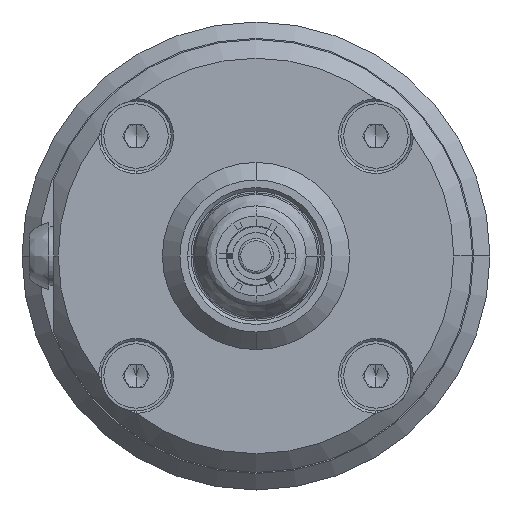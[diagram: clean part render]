
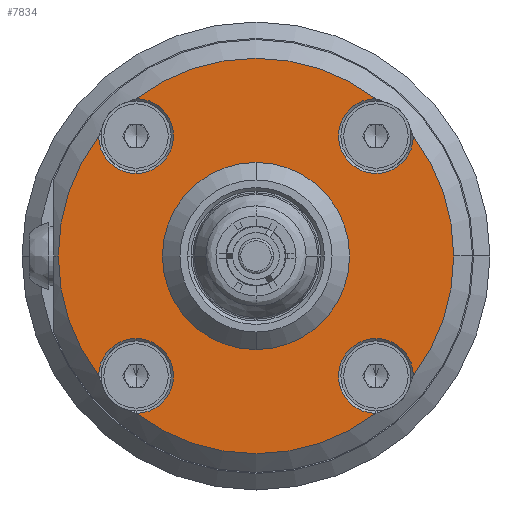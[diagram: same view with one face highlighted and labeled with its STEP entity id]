
A CAD part, left-side view. The second image highlights one B-rep face of the part: STEP entity #7834.
In plain terms, the highlighted planar face has unit normal (-1, 0, 0).
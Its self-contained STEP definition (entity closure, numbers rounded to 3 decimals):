
#722 = FACE_BOUND ( 'NONE', #15425, .T. ) ;
#1468 = VERTEX_POINT ( 'NONE', #27616 ) ;
#1919 = DIRECTION ( 'NONE',  ( 1., 0., 0. ) ) ;
#2033 = CIRCLE ( 'NONE', #6947, 3.2 ) ;
#2094 = CIRCLE ( 'NONE', #29451, 16.9 ) ;
#2300 = CARTESIAN_POINT ( 'NONE',  ( 5., 10.253, 10.253 ) ) ;
#2460 = CIRCLE ( 'NONE', #22190, 3.2 ) ;
#2548 = CIRCLE ( 'NONE', #10563, 16.9 ) ;
#2926 = DIRECTION ( 'NONE',  ( -1., 0., 0. ) ) ;
#3237 = CIRCLE ( 'NONE', #20477, 3.2 ) ;
#3260 = EDGE_CURVE ( 'NONE', #4990, #6857, #18062, .T. ) ;
#3330 = CARTESIAN_POINT ( 'NONE',  ( 5., -13.453, -10.229 ) ) ;
#3346 = CARTESIAN_POINT ( 'NONE',  ( 5., 18.5, 0. ) ) ;
#3405 = CIRCLE ( 'NONE', #12812, 8. ) ;
#3831 = EDGE_CURVE ( 'NONE', #9085, #4990, #2094, .T. ) ;
#3860 = AXIS2_PLACEMENT_3D ( 'NONE', #2300, #19713, #4781 ) ;
#3991 = EDGE_CURVE ( 'NONE', #12781, #9085, #3237, .T. ) ;
#4034 = EDGE_CURVE ( 'NONE', #4792, #13036, #2460, .T. ) ;
#4039 = CARTESIAN_POINT ( 'NONE',  ( 5., -10.229, -13.453 ) ) ;
#4204 = AXIS2_PLACEMENT_3D ( 'NONE', #16818, #1919, #19323 ) ;
#4666 = DIRECTION ( 'NONE',  ( -1., 0., 0. ) ) ;
#4776 = CARTESIAN_POINT ( 'NONE',  ( 5., 10.253, -7.053 ) ) ;
#4781 = DIRECTION ( 'NONE',  ( 0., 0., 1. ) ) ;
#4792 = VERTEX_POINT ( 'NONE', #6390 ) ;
#4910 = CARTESIAN_POINT ( 'NONE',  ( 5., 0., 0. ) ) ;
#4990 = VERTEX_POINT ( 'NONE', #12131 ) ;
#5151 = CARTESIAN_POINT ( 'NONE',  ( 5., 0., 0. ) ) ;
#5551 = DIRECTION ( 'NONE',  ( 1., 0., 0. ) ) ;
#5843 = DIRECTION ( 'NONE',  ( 0., 0., -1. ) ) ;
#5861 = CIRCLE ( 'NONE', #8390, 8. ) ;
#6360 = DIRECTION ( 'NONE',  ( -1., 0., 0. ) ) ;
#6390 = CARTESIAN_POINT ( 'NONE',  ( 5., 10.253, 7.053 ) ) ;
#6857 = VERTEX_POINT ( 'NONE', #4776 ) ;
#6947 = AXIS2_PLACEMENT_3D ( 'NONE', #21282, #6360, #23802 ) ;
#7411 = DIRECTION ( 'NONE',  ( 0., 1., 0. ) ) ;
#7431 = AXIS2_PLACEMENT_3D ( 'NONE', #5151, #22584, #7636 ) ;
#7636 = DIRECTION ( 'NONE',  ( 0., 1., 0. ) ) ;
#7834 = ADVANCED_FACE ( 'NONE', ( #21384, #722 ), #30675, .F. ) ;
#8057 = CARTESIAN_POINT ( 'NONE',  ( 5., -13.453, 10.229 ) ) ;
#8289 = DIRECTION ( 'NONE',  ( -1., 0., 0. ) ) ;
#8390 = AXIS2_PLACEMENT_3D ( 'NONE', #17838, #2926, #20328 ) ;
#8392 = DIRECTION ( 'NONE',  ( -1., 0., 0. ) ) ;
#8610 = VERTEX_POINT ( 'NONE', #17016 ) ;
#8691 = ORIENTED_EDGE ( 'NONE', *, *, #15035, .F. ) ;
#8727 = ORIENTED_EDGE ( 'NONE', *, *, #22730, .F. ) ;
#9085 = VERTEX_POINT ( 'NONE', #4039 ) ;
#9147 = CARTESIAN_POINT ( 'NONE',  ( 5., 0., 0. ) ) ;
#9363 = CIRCLE ( 'NONE', #19438, 16.9 ) ;
#9390 = VERTEX_POINT ( 'NONE', #20349 ) ;
#9408 = ORIENTED_EDGE ( 'NONE', *, *, #26099, .F. ) ;
#10563 = AXIS2_PLACEMENT_3D ( 'NONE', #20451, #5551, #22996 ) ;
#10753 = CIRCLE ( 'NONE', #19832, 16.9 ) ;
#10820 = VERTEX_POINT ( 'NONE', #8057 ) ;
#10869 = CARTESIAN_POINT ( 'NONE',  ( 5., 0., 0. ) ) ;
#11217 = EDGE_CURVE ( 'NONE', #14446, #10820, #14458, .T. ) ;
#11652 = DIRECTION ( 'NONE',  ( 0., 0., -1. ) ) ;
#11834 = DIRECTION ( 'NONE',  ( -1., 0., 0. ) ) ;
#12131 = CARTESIAN_POINT ( 'NONE',  ( 5., 10.229, -13.453 ) ) ;
#12265 = ORIENTED_EDGE ( 'NONE', *, *, #32016, .F. ) ;
#12665 = AXIS2_PLACEMENT_3D ( 'NONE', #3346, #20748, #5843 ) ;
#12781 = VERTEX_POINT ( 'NONE', #22838 ) ;
#12812 = AXIS2_PLACEMENT_3D ( 'NONE', #9147, #26577, #11652 ) ;
#13027 = VERTEX_POINT ( 'NONE', #3330 ) ;
#13036 = VERTEX_POINT ( 'NONE', #30887 ) ;
#13372 = DIRECTION ( 'NONE',  ( 0., 1., 0. ) ) ;
#13409 = CARTESIAN_POINT ( 'NONE',  ( 5., 16.9, 0. ) ) ;
#13661 = CARTESIAN_POINT ( 'NONE',  ( 5., 0., 0. ) ) ;
#13679 = EDGE_CURVE ( 'NONE', #9390, #18897, #3405, .T. ) ;
#13850 = EDGE_CURVE ( 'NONE', #8610, #4792, #18576, .T. ) ;
#14329 = CARTESIAN_POINT ( 'NONE',  ( 5., 13.453, -10.229 ) ) ;
#14446 = VERTEX_POINT ( 'NONE', #20086 ) ;
#14458 = CIRCLE ( 'NONE', #19034, 3.2 ) ;
#14466 = DIRECTION ( 'NONE',  ( -1., 0., 0. ) ) ;
#14902 = ORIENTED_EDGE ( 'NONE', *, *, #11217, .F. ) ;
#15035 = EDGE_CURVE ( 'NONE', #13036, #14446, #20436, .T. ) ;
#15425 = EDGE_LOOP ( 'NONE', ( #22303, #12265 ) ) ;
#16163 = DIRECTION ( 'NONE',  ( 0., 1., 0. ) ) ;
#16818 = CARTESIAN_POINT ( 'NONE',  ( 5., 0., 0. ) ) ;
#17016 = CARTESIAN_POINT ( 'NONE',  ( 5., 13.453, 10.229 ) ) ;
#17332 = AXIS2_PLACEMENT_3D ( 'NONE', #23361, #8392, #25812 ) ;
#17838 = CARTESIAN_POINT ( 'NONE',  ( 5., 0., 0. ) ) ;
#18060 = CIRCLE ( 'NONE', #24800, 3.2 ) ;
#18062 = CIRCLE ( 'NONE', #17332, 3.2 ) ;
#18576 = CIRCLE ( 'NONE', #3860, 3.2 ) ;
#18720 = EDGE_CURVE ( 'NONE', #10820, #1468, #10753, .T. ) ;
#18897 = VERTEX_POINT ( 'NONE', #24141 ) ;
#18916 = EDGE_CURVE ( 'NONE', #25336, #27772, #25927, .T. ) ;
#19034 = AXIS2_PLACEMENT_3D ( 'NONE', #19593, #4666, #22115 ) ;
#19283 = EDGE_LOOP ( 'NONE', ( #26529, #30655, #30773, #8727, #22441, #14902, #8691, #29830, #24591, #9408, #23458, #22273, #23647 ) ) ;
#19323 = DIRECTION ( 'NONE',  ( 0., 1., 0. ) ) ;
#19438 = AXIS2_PLACEMENT_3D ( 'NONE', #4910, #22351, #7411 ) ;
#19593 = CARTESIAN_POINT ( 'NONE',  ( 5., -10.253, 10.253 ) ) ;
#19713 = DIRECTION ( 'NONE',  ( -1., 0., 0. ) ) ;
#19832 = AXIS2_PLACEMENT_3D ( 'NONE', #13661, #31114, #16163 ) ;
#20086 = CARTESIAN_POINT ( 'NONE',  ( 5., -10.229, 13.453 ) ) ;
#20328 = DIRECTION ( 'NONE',  ( 0., 0., -1. ) ) ;
#20349 = CARTESIAN_POINT ( 'NONE',  ( 5., 0., -8. ) ) ;
#20436 = CIRCLE ( 'NONE', #7431, 16.9 ) ;
#20451 = CARTESIAN_POINT ( 'NONE',  ( 5., 0., 0. ) ) ;
#20477 = AXIS2_PLACEMENT_3D ( 'NONE', #26769, #11834, #29260 ) ;
#20748 = DIRECTION ( 'NONE',  ( 1., 0., 0. ) ) ;
#21282 = CARTESIAN_POINT ( 'NONE',  ( 5., -10.253, -10.253 ) ) ;
#21384 = FACE_OUTER_BOUND ( 'NONE', #19283, .T. ) ;
#22115 = DIRECTION ( 'NONE',  ( 0., 0., 1. ) ) ;
#22190 = AXIS2_PLACEMENT_3D ( 'NONE', #29364, #14466, #31914 ) ;
#22273 = ORIENTED_EDGE ( 'NONE', *, *, #27086, .F. ) ;
#22303 = ORIENTED_EDGE ( 'NONE', *, *, #13679, .F. ) ;
#22351 = DIRECTION ( 'NONE',  ( 1., 0., 0. ) ) ;
#22441 = ORIENTED_EDGE ( 'NONE', *, *, #18720, .F. ) ;
#22584 = DIRECTION ( 'NONE',  ( 1., 0., 0. ) ) ;
#22730 = EDGE_CURVE ( 'NONE', #1468, #13027, #9363, .T. ) ;
#22838 = CARTESIAN_POINT ( 'NONE',  ( 5., -10.253, -7.053 ) ) ;
#22996 = DIRECTION ( 'NONE',  ( 0., 1., 0. ) ) ;
#23262 = CARTESIAN_POINT ( 'NONE',  ( 5., 10.253, -10.253 ) ) ;
#23361 = CARTESIAN_POINT ( 'NONE',  ( 5., 10.253, -10.253 ) ) ;
#23458 = ORIENTED_EDGE ( 'NONE', *, *, #18916, .F. ) ;
#23647 = ORIENTED_EDGE ( 'NONE', *, *, #3260, .F. ) ;
#23802 = DIRECTION ( 'NONE',  ( 0., 0., 1. ) ) ;
#24141 = CARTESIAN_POINT ( 'NONE',  ( 5., 0., 8. ) ) ;
#24591 = ORIENTED_EDGE ( 'NONE', *, *, #13850, .F. ) ;
#24800 = AXIS2_PLACEMENT_3D ( 'NONE', #23262, #8289, #25733 ) ;
#25336 = VERTEX_POINT ( 'NONE', #14329 ) ;
#25733 = DIRECTION ( 'NONE',  ( 0., 0., 1. ) ) ;
#25812 = DIRECTION ( 'NONE',  ( 0., 0., 1. ) ) ;
#25927 = CIRCLE ( 'NONE', #4204, 16.9 ) ;
#26099 = EDGE_CURVE ( 'NONE', #27772, #8610, #2548, .T. ) ;
#26529 = ORIENTED_EDGE ( 'NONE', *, *, #3831, .F. ) ;
#26577 = DIRECTION ( 'NONE',  ( -1., 0., 0. ) ) ;
#26769 = CARTESIAN_POINT ( 'NONE',  ( 5., -10.253, -10.253 ) ) ;
#27086 = EDGE_CURVE ( 'NONE', #6857, #25336, #18060, .T. ) ;
#27616 = CARTESIAN_POINT ( 'NONE',  ( 5., -16.9, 0. ) ) ;
#27772 = VERTEX_POINT ( 'NONE', #13409 ) ;
#28275 = DIRECTION ( 'NONE',  ( 1., 0., 0. ) ) ;
#29260 = DIRECTION ( 'NONE',  ( 0., 0., 1. ) ) ;
#29364 = CARTESIAN_POINT ( 'NONE',  ( 5., 10.253, 10.253 ) ) ;
#29451 = AXIS2_PLACEMENT_3D ( 'NONE', #10869, #28275, #13372 ) ;
#29830 = ORIENTED_EDGE ( 'NONE', *, *, #4034, .F. ) ;
#30655 = ORIENTED_EDGE ( 'NONE', *, *, #3991, .F. ) ;
#30675 = PLANE ( 'NONE',  #12665 ) ;
#30773 = ORIENTED_EDGE ( 'NONE', *, *, #31193, .F. ) ;
#30887 = CARTESIAN_POINT ( 'NONE',  ( 5., 10.229, 13.453 ) ) ;
#31114 = DIRECTION ( 'NONE',  ( 1., 0., 0. ) ) ;
#31193 = EDGE_CURVE ( 'NONE', #13027, #12781, #2033, .T. ) ;
#31914 = DIRECTION ( 'NONE',  ( 0., 0., 1. ) ) ;
#32016 = EDGE_CURVE ( 'NONE', #18897, #9390, #5861, .T. ) ;
